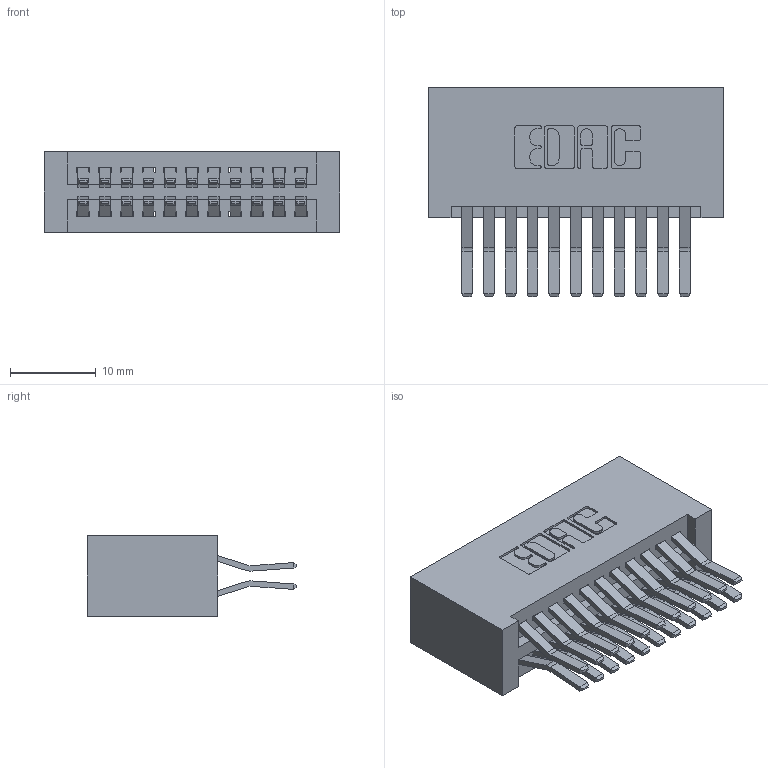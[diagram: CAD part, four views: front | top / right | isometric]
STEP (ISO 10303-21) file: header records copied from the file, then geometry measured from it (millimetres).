
FILE_DESCRIPTION (( 'STEP AP203' ), '1' );
FILE_NAME ('395-022-560-201.STEP', '2018-11-08T06:54:56', ( '' ), ( '' ), 'SwSTEP 2.0', 'SolidWorks 2016', '' );
FILE_SCHEMA (( 'CONFIG_CONTROL_DESIGN' ));
Length unit declared in the file: inch
Products named in the file (3): 395-022-560-201; 345-292-001_560 Tail; 345 Part_No Mounting Lugs
Assembly tree (23 placements, depth 2):
  395-022-560-201
    345 Part_No Mounting Lugs
    345-292-001_560 Tail  x22
Bounding box: 34.54 x 24.45 x 9.4 mm (x, y, z)
Volume: 3828 mm3; surface area: 5732.2 mm2
Topology: 23 solids, 23 shells, 1262 faces, 3727 edges, 2454 vertices
Faces by surface type: plane 802, cylinder 460
Entity records: 12615 total; most frequent: CARTESIAN_POINT 2144, ORIENTED_EDGE 2078, DIRECTION 1927, EDGE_CURVE 1039, VECTOR 867, LINE 867, VERTEX_POINT 690, AXIS2_PLACEMENT_3D 530
